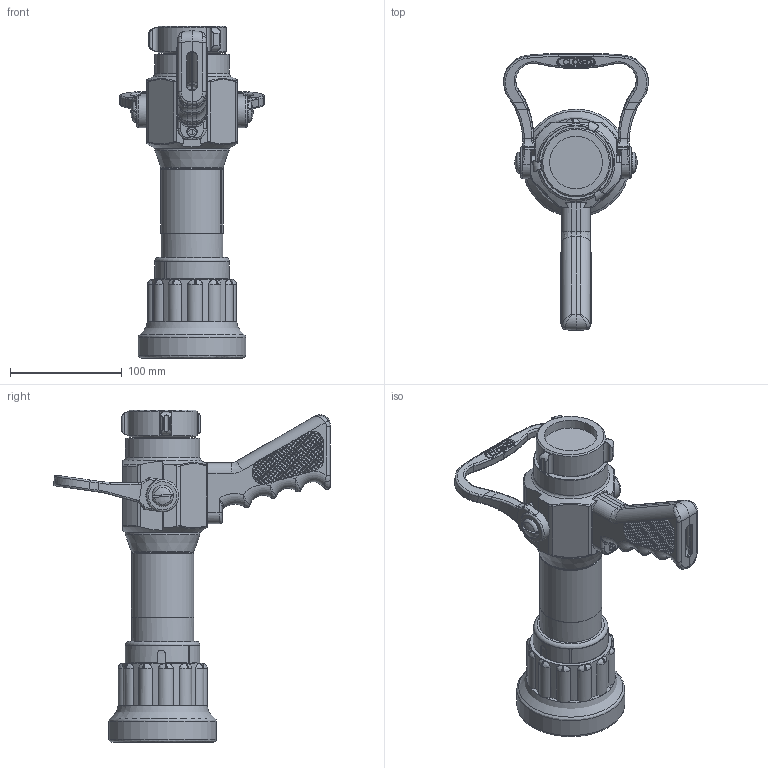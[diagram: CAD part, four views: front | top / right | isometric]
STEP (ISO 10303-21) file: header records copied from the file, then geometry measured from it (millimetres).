
FILE_DESCRIPTION (( 'STEP AP214' ), '1' );
FILE_NAME ('SM-20-FG.STEP', '2015-06-08T15:15:44', ( '' ), ( '' ), 'SwSTEP 2.0', 'SolidWorks 2015', '' );
FILE_SCHEMA (( 'AUTOMOTIVE_DESIGN' ));
Length unit declared in the file: inch
Products named in the file (1): SM-20-FG
Bounding box: 129.77 x 248.19 x 297.64 mm (x, y, z)
Volume: 1295533.8 mm3; surface area: 133086.2 mm2
Topology: 1 solids, 1 shells, 2933 faces, 6904 edges, 4031 vertices
Faces by surface type: plane 2405, bspline 212, cylinder 178, torus 89, cone 39, sphere 10
Full cylindrical faces by diameter (mm): 9.83 x2, 12.548 x4, 12.7 x2, 19.05 x2, 47.186 x1, 49.149 x1, 55.55 x1, 66.675 x2, 66.713 x1, 73.342 x1, 96.679 x1
Entity records: 105670 total; most frequent: CARTESIAN_POINT 36198, ORIENTED_EDGE 13586, DIRECTION 11858, EDGE_CURVE 6793, LINE 5232, VECTOR 5232, VERTEX_POINT 4004, AXIS2_PLACEMENT_3D 3313
